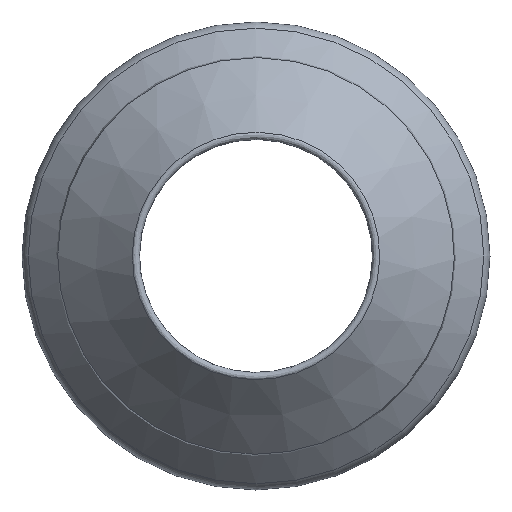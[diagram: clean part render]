
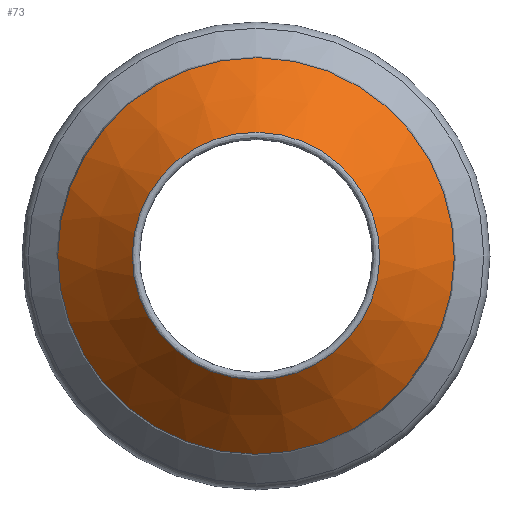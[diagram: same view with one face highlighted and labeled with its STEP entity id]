
A CAD part, left-side view. The second image highlights one B-rep face of the part: STEP entity #73.
In plain terms, the highlighted conical face has half-angle 45 degrees and reference radius 11.497 mm.
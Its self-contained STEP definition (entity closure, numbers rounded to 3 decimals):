
#51=CONICAL_SURFACE('',#284,11.497,45.);
#73=ADVANCED_FACE('',(#119,#120),#51,.T.);
#119=FACE_BOUND('',#155,.T.);
#120=FACE_BOUND('',#156,.T.);
#155=EDGE_LOOP('',(#191));
#156=EDGE_LOOP('',(#192));
#191=ORIENTED_EDGE('',*,*,#233,.T.);
#192=ORIENTED_EDGE('',*,*,#234,.F.);
#215=VERTEX_POINT('',#429);
#216=VERTEX_POINT('',#431);
#233=EDGE_CURVE('',#215,#215,#251,.T.);
#234=EDGE_CURVE('',#216,#216,#252,.T.);
#251=CIRCLE('',#282,18.428);
#252=CIRCLE('',#283,11.497);
#282=AXIS2_PLACEMENT_3D('',#428,#339,#340);
#283=AXIS2_PLACEMENT_3D('',#430,#341,#342);
#284=AXIS2_PLACEMENT_3D('',#432,#343,#344);
#339=DIRECTION('',(-1.,0.,0.));
#340=DIRECTION('',(0.,0.,1.));
#341=DIRECTION('',(-1.,0.,0.));
#342=DIRECTION('',(0.,0.,1.));
#343=DIRECTION('',(1.,0.,0.));
#344=DIRECTION('',(0.,0.,-1.));
#428=CARTESIAN_POINT('',(7.828,0.,0.));
#429=CARTESIAN_POINT('',(7.828,0.,18.428));
#430=CARTESIAN_POINT('',(0.897,0.,0.));
#431=CARTESIAN_POINT('',(0.897,0.,11.497));
#432=CARTESIAN_POINT('',(0.897,0.,0.));
